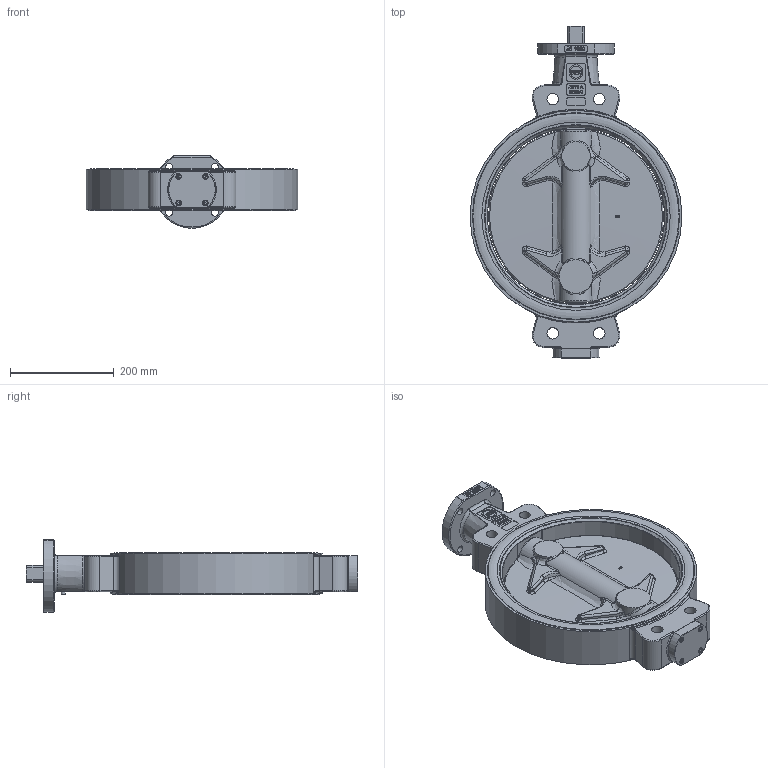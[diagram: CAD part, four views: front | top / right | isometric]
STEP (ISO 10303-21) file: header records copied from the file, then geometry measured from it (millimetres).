
FILE_DESCRIPTION((''),'2;1');
FILE_NAME('Z011-GG-DN350 PN10.stp','2014-02-05T07:13:02',('hellwig'),(''),'Autodesk Inventor 2013','Autodesk Inventor 2013','');
FILE_SCHEMA(('AUTOMOTIVE_DESIGN { 1 0 10303 214 1 1 1 1 }'));
Length unit declared in the file: millimetre
Products named in the file (1): M1197_Shrinkwrap_1
Bounding box: 408 x 639.4 x 138.73 mm (x, y, z)
Volume: 6744564.6 mm3; surface area: 825210.1 mm2
Topology: 2 solids, 19 shells, 1229 faces, 2997 edges, 1822 vertices
Faces by surface type: plane 397, bspline 385, cylinder 269, torus 88, cone 64, sphere 26
Full cylindrical faces by diameter (mm): 4.917 x4, 5.5 x1, 6 x4, 6.6 x4, 6.647 x1, 8 x1, 10 x4, 11 x4, 13.5 x4, 22 x4, 24.9 x1, 30 x2, 30.2 x1, 32 x1, 35.5 x3, 40 x10, 40.1 x4, 40.2 x6, 40.35 x4, 44.95 x4, 45 x3, 46 x2, 47 x3, 53 x1, 60 x2, 386 x2, 389.6 x2, 397 x2, 408 x1
Entity records: 47143 total; most frequent: CARTESIAN_POINT 21151, ORIENTED_EDGE 5416, DIRECTION 4392, EDGE_CURVE 2708, VERTEX_POINT 1760, AXIS2_PLACEMENT_3D 1712, EDGE_LOOP 1521, FACE_OUTER_BOUND 1229
